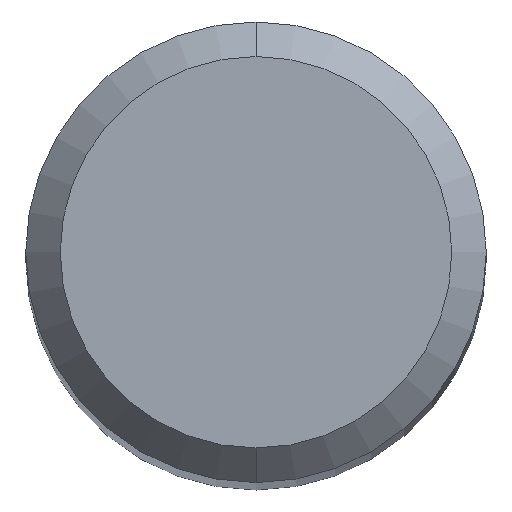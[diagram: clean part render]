
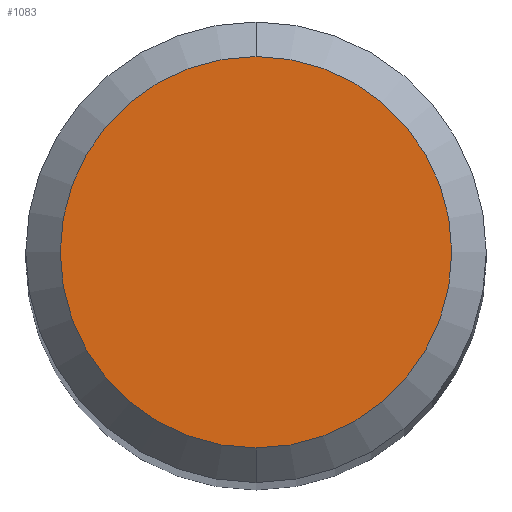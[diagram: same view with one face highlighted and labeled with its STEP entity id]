
A CAD part, top view. The second image highlights one B-rep face of the part: STEP entity #1083.
In plain terms, the highlighted planar face has unit normal (0, 0, 1).
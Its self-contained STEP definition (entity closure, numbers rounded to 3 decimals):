
#641=EDGE_CURVE('',#1199,#1217,#1503,.T.);
#1083=ADVANCED_FACE('',(#1987),#1988,.T.);
#1185=EDGE_CURVE('',#1217,#1199,#2104,.T.);
#1199=VERTEX_POINT('',#2118);
#1217=VERTEX_POINT('',#2139);
#1503=CIRCLE('',#3233,1.7);
#1987=FACE_OUTER_BOUND('',#5506,.T.);
#1988=PLANE('',#5507);
#2104=CIRCLE('',#5853,1.7);
#2118=CARTESIAN_POINT('',(0.,-1.7,0.0));
#2139=CARTESIAN_POINT('',(0.0,1.7,0.0));
#3233=AXIS2_PLACEMENT_3D('',#6403,#6404,#6405);
#5506=EDGE_LOOP('',(#6968,#6969));
#5507=AXIS2_PLACEMENT_3D('',#6970,#6971,#6972);
#5853=AXIS2_PLACEMENT_3D('',#7137,#7138,#7139);
#6403=CARTESIAN_POINT('',(0.0,0.0,0.0));
#6404=DIRECTION('',(0.0,0.0,-1.0));
#6405=DIRECTION('',(0.0,1.0,0.0));
#6968=ORIENTED_EDGE('',*,*,#1185,.F.);
#6969=ORIENTED_EDGE('',*,*,#641,.F.);
#6970=CARTESIAN_POINT('',(0.0,0.85,0.0));
#6971=DIRECTION('',(-0.0,0.0,1.0));
#6972=DIRECTION('',(0.0,-1.0,0.0));
#7137=CARTESIAN_POINT('',(0.0,0.0,0.0));
#7138=DIRECTION('',(0.0,0.0,-1.0));
#7139=DIRECTION('',(0.0,1.0,0.0));
